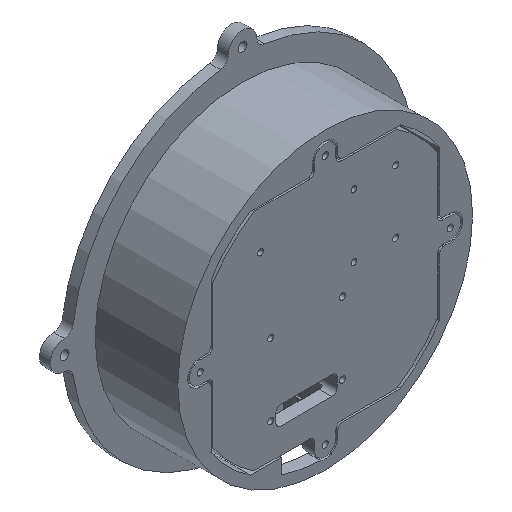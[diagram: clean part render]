
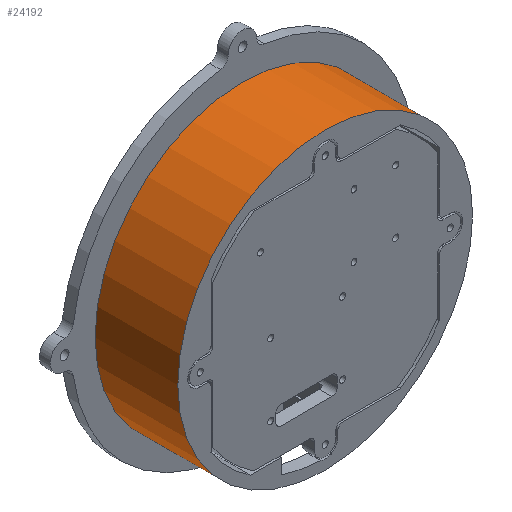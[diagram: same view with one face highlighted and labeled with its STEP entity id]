
A CAD part, isometric view. The second image highlights one B-rep face of the part: STEP entity #24192.
In plain terms, the highlighted cylindrical face has radius 82 mm (diameter 164 mm), a full revolution.
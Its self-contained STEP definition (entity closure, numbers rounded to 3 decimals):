
#36=B_SPLINE_CURVE_WITH_KNOTS('',3,(#34456,#34457,#34458,#34459,#34460,
#34461,#34462,#34463,#34464,#34465),.UNSPECIFIED.,.F.,.F.,(4,2,2,2,4),(-0.754,
-0.566,-0.377,-0.188,0.),
 .UNSPECIFIED.);
#37=B_SPLINE_CURVE_WITH_KNOTS('',3,(#34506,#34507,#34508,#34509,#34510,
#34511,#34512,#34513,#34514,#34515),.UNSPECIFIED.,.F.,.F.,(4,2,2,2,4),(1.544,
1.732,1.92,2.119,2.319),
 .UNSPECIFIED.);
#38=B_SPLINE_CURVE_WITH_KNOTS('',3,(#34519,#34520,#34521,#34522,#34523,
#34524,#34525,#34526,#34527,#34528),.UNSPECIFIED.,.F.,.F.,(4,2,2,2,4),(-0.634,
-0.467,-0.301,-0.15,0.),
 .UNSPECIFIED.);
#39=B_SPLINE_CURVE_WITH_KNOTS('',3,(#34545,#34546,#34547,#34548,#34549,
#34550,#34551,#34552,#34553,#34554),.UNSPECIFIED.,.F.,.F.,(4,2,2,2,4),(1.238,
1.39,1.542,1.698,1.854),
 .UNSPECIFIED.);
#192=CYLINDRICAL_SURFACE('',#25662,82.);
#281=FACE_BOUND('',#2045,.T.);
#282=FACE_BOUND('',#2046,.T.);
#830=FACE_OUTER_BOUND('',#2044,.T.);
#2044=EDGE_LOOP('',(#17247,#17248,#17249,#17250));
#2045=EDGE_LOOP('',(#17251,#17252,#17253,#17254,#17255,#17256));
#2046=EDGE_LOOP('',(#17257,#17258,#17259,#17260,#17261,#17262));
#3586=LINE('',#34495,#6698);
#3589=LINE('',#34503,#6701);
#3593=LINE('',#34533,#6705);
#3596=LINE('',#34541,#6708);
#3615=LINE('',#34626,#6727);
#6698=VECTOR('',#28194,10.);
#6701=VECTOR('',#28203,10.);
#6705=VECTOR('',#28213,10.);
#6708=VECTOR('',#28222,10.);
#6727=VECTOR('',#28315,82.);
#9671=CIRCLE('',#25616,82.);
#9672=CIRCLE('',#25619,82.);
#9673=CIRCLE('',#25625,82.);
#9674=CIRCLE('',#25629,82.);
#9691=CIRCLE('',#25663,82.);
#9692=CIRCLE('',#25664,82.);
#10306=VERTEX_POINT('',#34453);
#10307=VERTEX_POINT('',#34455);
#10317=VERTEX_POINT('',#34490);
#10318=VERTEX_POINT('',#34494);
#10319=VERTEX_POINT('',#34498);
#10320=VERTEX_POINT('',#34502);
#10321=VERTEX_POINT('',#34517);
#10322=VERTEX_POINT('',#34518);
#10323=VERTEX_POINT('',#34532);
#10324=VERTEX_POINT('',#34536);
#10325=VERTEX_POINT('',#34540);
#10326=VERTEX_POINT('',#34544);
#10343=VERTEX_POINT('',#34623);
#10344=VERTEX_POINT('',#34625);
#12911=EDGE_CURVE('',#10307,#10306,#36,.T.);
#12925=EDGE_CURVE('',#10317,#10307,#9671,.T.);
#12927=EDGE_CURVE('',#10306,#10318,#3586,.T.);
#12929=EDGE_CURVE('',#10318,#10319,#9672,.T.);
#12931=EDGE_CURVE('',#10319,#10320,#3589,.T.);
#12933=EDGE_CURVE('',#10320,#10317,#37,.T.);
#12934=EDGE_CURVE('',#10321,#10322,#38,.T.);
#12937=EDGE_CURVE('',#10322,#10323,#3593,.T.);
#12939=EDGE_CURVE('',#10323,#10324,#9673,.T.);
#12941=EDGE_CURVE('',#10324,#10325,#3596,.T.);
#12943=EDGE_CURVE('',#10325,#10326,#39,.T.);
#12945=EDGE_CURVE('',#10326,#10321,#9674,.T.);
#12978=EDGE_CURVE('',#10343,#10343,#9691,.T.);
#12979=EDGE_CURVE('',#10343,#10344,#3615,.T.);
#12980=EDGE_CURVE('',#10344,#10344,#9692,.T.);
#17247=ORIENTED_EDGE('',*,*,#12978,.F.);
#17248=ORIENTED_EDGE('',*,*,#12979,.T.);
#17249=ORIENTED_EDGE('',*,*,#12980,.T.);
#17250=ORIENTED_EDGE('',*,*,#12979,.F.);
#17251=ORIENTED_EDGE('',*,*,#12929,.T.);
#17252=ORIENTED_EDGE('',*,*,#12931,.T.);
#17253=ORIENTED_EDGE('',*,*,#12933,.T.);
#17254=ORIENTED_EDGE('',*,*,#12925,.T.);
#17255=ORIENTED_EDGE('',*,*,#12911,.T.);
#17256=ORIENTED_EDGE('',*,*,#12927,.T.);
#17257=ORIENTED_EDGE('',*,*,#12941,.T.);
#17258=ORIENTED_EDGE('',*,*,#12943,.T.);
#17259=ORIENTED_EDGE('',*,*,#12945,.T.);
#17260=ORIENTED_EDGE('',*,*,#12934,.T.);
#17261=ORIENTED_EDGE('',*,*,#12937,.T.);
#17262=ORIENTED_EDGE('',*,*,#12939,.T.);
#24192=ADVANCED_FACE('',(#830,#281,#282),#192,.T.);
#25616=AXIS2_PLACEMENT_3D('',#34491,#28189,#28190);
#25619=AXIS2_PLACEMENT_3D('',#34499,#28198,#28199);
#25625=AXIS2_PLACEMENT_3D('',#34537,#28217,#28218);
#25629=AXIS2_PLACEMENT_3D('',#34557,#28229,#28230);
#25662=AXIS2_PLACEMENT_3D('',#34622,#28311,#28312);
#25663=AXIS2_PLACEMENT_3D('',#34624,#28313,#28314);
#25664=AXIS2_PLACEMENT_3D('',#34627,#28316,#28317);
#28189=DIRECTION('center_axis',(0.,-1.,0.));
#28190=DIRECTION('ref_axis',(-1.,0.,0.));
#28194=DIRECTION('',(0.,1.,0.));
#28198=DIRECTION('center_axis',(0.,1.,0.));
#28199=DIRECTION('ref_axis',(-1.,0.,0.));
#28203=DIRECTION('',(0.,-1.,0.));
#28213=DIRECTION('',(0.,1.,0.));
#28217=DIRECTION('center_axis',(0.,1.,0.));
#28218=DIRECTION('ref_axis',(-1.,0.,0.));
#28222=DIRECTION('',(0.,-1.,0.));
#28229=DIRECTION('center_axis',(0.,-1.,0.));
#28230=DIRECTION('ref_axis',(-1.,0.,0.));
#28311=DIRECTION('center_axis',(0.,-1.,0.));
#28312=DIRECTION('ref_axis',(-1.,0.,0.));
#28313=DIRECTION('center_axis',(0.,-1.,0.));
#28314=DIRECTION('ref_axis',(-1.,0.,0.));
#28315=DIRECTION('',(0.,1.,0.));
#28316=DIRECTION('center_axis',(0.,-1.,0.));
#28317=DIRECTION('ref_axis',(1.,0.,0.));
#34453=CARTESIAN_POINT('',(54.734,0.,-132.534));
#34455=CARTESIAN_POINT('',(49.734,-5.,-132.915));
#34456=CARTESIAN_POINT('Ctrl Pts',(49.734,-5.,-132.915));
#34457=CARTESIAN_POINT('Ctrl Pts',(50.363,-5.,-132.886));
#34458=CARTESIAN_POINT('Ctrl Pts',(51.033,-4.874,-132.848));
#34459=CARTESIAN_POINT('Ctrl Pts',(52.265,-4.363,-132.763));
#34460=CARTESIAN_POINT('Ctrl Pts',(52.827,-3.978,-132.717));
#34461=CARTESIAN_POINT('Ctrl Pts',(53.714,-3.09,-132.638));
#34462=CARTESIAN_POINT('Ctrl Pts',(54.099,-2.529,-132.6));
#34463=CARTESIAN_POINT('Ctrl Pts',(54.608,-1.298,-132.547));
#34464=CARTESIAN_POINT('Ctrl Pts',(54.734,-0.628,-132.534));
#34465=CARTESIAN_POINT('Ctrl Pts',(54.734,0.,-132.534));
#34490=CARTESIAN_POINT('',(21.505,-5.,-129.256));
#34491=CARTESIAN_POINT('Origin',(46.,-5.,-51.));
#34494=CARTESIAN_POINT('',(54.734,20.,-132.534));
#34495=CARTESIAN_POINT('',(54.734,40.,-132.534));
#34498=CARTESIAN_POINT('',(16.505,20.,-127.512));
#34499=CARTESIAN_POINT('Origin',(46.,20.,-51.));
#34502=CARTESIAN_POINT('',(16.505,0.,-127.512));
#34503=CARTESIAN_POINT('',(16.505,40.,-127.512));
#34506=CARTESIAN_POINT('Ctrl Pts',(16.505,0.,
-127.512));
#34507=CARTESIAN_POINT('Ctrl Pts',(16.505,-0.627,
-127.512));
#34508=CARTESIAN_POINT('Ctrl Pts',(16.63,-1.293,-127.56));
#34509=CARTESIAN_POINT('Ctrl Pts',(17.131,-2.51,-127.75));
#34510=CARTESIAN_POINT('Ctrl Pts',(17.505,-3.061,-127.891));
#34511=CARTESIAN_POINT('Ctrl Pts',(18.381,-3.957,-128.21));
#34512=CARTESIAN_POINT('Ctrl Pts',(18.95,-4.35,-128.413));
#34513=CARTESIAN_POINT('Ctrl Pts',(20.195,-4.872,-128.836));
#34514=CARTESIAN_POINT('Ctrl Pts',(20.87,-5.,-129.057));
#34515=CARTESIAN_POINT('Ctrl Pts',(21.505,-5.,-129.256));
#34517=CARTESIAN_POINT('',(78.6,4.,-126.241));
#34518=CARTESIAN_POINT('',(82.6,8.,-124.379));
#34519=CARTESIAN_POINT('Ctrl Pts',(78.6,4.,-126.241));
#34520=CARTESIAN_POINT('Ctrl Pts',(79.109,4.,-126.02));
#34521=CARTESIAN_POINT('Ctrl Pts',(79.653,4.103,-125.778));
#34522=CARTESIAN_POINT('Ctrl Pts',(80.656,4.526,-125.318));
#34523=CARTESIAN_POINT('Ctrl Pts',(81.117,4.847,-125.101));
#34524=CARTESIAN_POINT('Ctrl Pts',(81.812,5.569,-124.768));
#34525=CARTESIAN_POINT('Ctrl Pts',(82.106,6.004,-124.624));
#34526=CARTESIAN_POINT('Ctrl Pts',(82.5,6.969,-124.429));
#34527=CARTESIAN_POINT('Ctrl Pts',(82.6,7.499,-124.379));
#34528=CARTESIAN_POINT('Ctrl Pts',(82.6,8.,-124.379));
#34532=CARTESIAN_POINT('',(82.6,20.,-124.379));
#34533=CARTESIAN_POINT('',(82.6,40.,-124.379));
#34536=CARTESIAN_POINT('',(67.6,20.,-130.104));
#34537=CARTESIAN_POINT('Origin',(46.,20.,-51.));
#34540=CARTESIAN_POINT('',(67.6,8.,-130.104));
#34541=CARTESIAN_POINT('',(67.6,40.,-130.104));
#34544=CARTESIAN_POINT('',(71.6,4.,-128.901));
#34545=CARTESIAN_POINT('Ctrl Pts',(67.6,8.,-130.104));
#34546=CARTESIAN_POINT('Ctrl Pts',(67.6,7.494,-130.104));
#34547=CARTESIAN_POINT('Ctrl Pts',(67.702,6.955,-130.076));
#34548=CARTESIAN_POINT('Ctrl Pts',(68.113,5.97,-129.963));
#34549=CARTESIAN_POINT('Ctrl Pts',(68.421,5.522,-129.876));
#34550=CARTESIAN_POINT('Ctrl Pts',(69.133,4.811,-129.67));
#34551=CARTESIAN_POINT('Ctrl Pts',(69.587,4.503,-129.536));
#34552=CARTESIAN_POINT('Ctrl Pts',(70.573,4.097,-129.233));
#34553=CARTESIAN_POINT('Ctrl Pts',(71.105,4.,-129.064));
#34554=CARTESIAN_POINT('Ctrl Pts',(71.6,4.,-128.901));
#34557=CARTESIAN_POINT('Origin',(46.,4.,-51.));
#34622=CARTESIAN_POINT('Origin',(46.,40.,-51.));
#34623=CARTESIAN_POINT('',(128.,-12.,-51.));
#34624=CARTESIAN_POINT('Origin',(46.,-12.,-51.));
#34625=CARTESIAN_POINT('',(128.,34.,-51.));
#34626=CARTESIAN_POINT('',(128.,40.,-51.));
#34627=CARTESIAN_POINT('Origin',(46.,34.,-51.));
